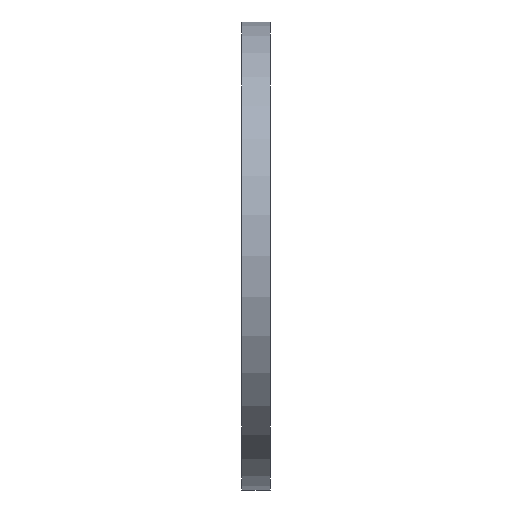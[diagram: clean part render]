
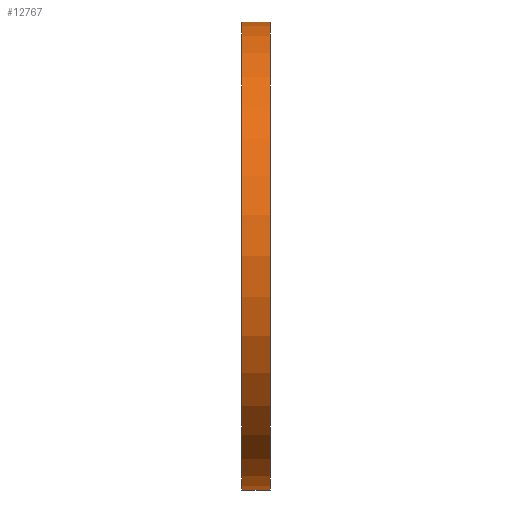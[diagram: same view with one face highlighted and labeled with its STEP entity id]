
A CAD part, left-side view. The second image highlights one B-rep face of the part: STEP entity #12767.
In plain terms, the highlighted cylindrical face has radius 50 mm (diameter 100 mm), a partial arc.
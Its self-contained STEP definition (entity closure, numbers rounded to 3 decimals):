
#222 = CYLINDRICAL_SURFACE ( 'NONE', #7987, 50. ) ;
#1154 = LINE ( 'NONE', #4834, #8417 ) ;
#1441 = DIRECTION ( 'NONE',  ( 0., -1., 0. ) ) ;
#1898 = VERTEX_POINT ( 'NONE', #5525 ) ;
#1971 = CARTESIAN_POINT ( 'NONE',  ( 0., 6., 50. ) ) ;
#2419 = CARTESIAN_POINT ( 'NONE',  ( 0., 6., 0. ) ) ;
#2462 = ORIENTED_EDGE ( 'NONE', *, *, #8973, .F. ) ;
#2583 = CARTESIAN_POINT ( 'NONE',  ( 0., 0., 50. ) ) ;
#2778 = AXIS2_PLACEMENT_3D ( 'NONE', #14772, #11021, #3947 ) ;
#3036 = DIRECTION ( 'NONE',  ( 0., 1., 0. ) ) ;
#3329 = VERTEX_POINT ( 'NONE', #2583 ) ;
#3444 = EDGE_CURVE ( 'NONE', #13151, #7003, #10164, .T. ) ;
#3947 = DIRECTION ( 'NONE',  ( 0., 0., 1. ) ) ;
#4084 = CARTESIAN_POINT ( 'NONE',  ( 0., 6., -50. ) ) ;
#4253 = DIRECTION ( 'NONE',  ( 0., 0., 1. ) ) ;
#4565 = VECTOR ( 'NONE', #6530, 1000. ) ;
#4698 = FACE_OUTER_BOUND ( 'NONE', #10110, .T. ) ;
#4834 = CARTESIAN_POINT ( 'NONE',  ( 0., 6., -50. ) ) ;
#5525 = CARTESIAN_POINT ( 'NONE',  ( 0., 0., -50. ) ) ;
#6082 = DIRECTION ( 'NONE',  ( 0., 0., -1. ) ) ;
#6083 = ORIENTED_EDGE ( 'NONE', *, *, #14975, .T. ) ;
#6447 = LINE ( 'NONE', #10007, #4565 ) ;
#6495 = CARTESIAN_POINT ( 'NONE',  ( 0., 0., 0. ) ) ;
#6530 = DIRECTION ( 'NONE',  ( 0., -1., 0. ) ) ;
#6539 = CIRCLE ( 'NONE', #12143, 50. ) ;
#7003 = VERTEX_POINT ( 'NONE', #1971 ) ;
#7948 = ORIENTED_EDGE ( 'NONE', *, *, #3444, .F. ) ;
#7987 = AXIS2_PLACEMENT_3D ( 'NONE', #2419, #1441, #6082 ) ;
#8417 = VECTOR ( 'NONE', #14366, 1000. ) ;
#8973 = EDGE_CURVE ( 'NONE', #7003, #3329, #6447, .T. ) ;
#9916 = ORIENTED_EDGE ( 'NONE', *, *, #12756, .T. ) ;
#10007 = CARTESIAN_POINT ( 'NONE',  ( 0., 6., 50. ) ) ;
#10110 = EDGE_LOOP ( 'NONE', ( #2462, #7948, #9916, #6083 ) ) ;
#10164 = CIRCLE ( 'NONE', #2778, 50. ) ;
#11021 = DIRECTION ( 'NONE',  ( 0., 1., 0. ) ) ;
#12143 = AXIS2_PLACEMENT_3D ( 'NONE', #6495, #3036, #4253 ) ;
#12756 = EDGE_CURVE ( 'NONE', #13151, #1898, #1154, .T. ) ;
#12767 = ADVANCED_FACE ( 'NONE', ( #4698 ), #222, .T. ) ;
#13151 = VERTEX_POINT ( 'NONE', #4084 ) ;
#14366 = DIRECTION ( 'NONE',  ( 0., -1., 0. ) ) ;
#14772 = CARTESIAN_POINT ( 'NONE',  ( 0., 6., 0. ) ) ;
#14975 = EDGE_CURVE ( 'NONE', #1898, #3329, #6539, .T. ) ;
